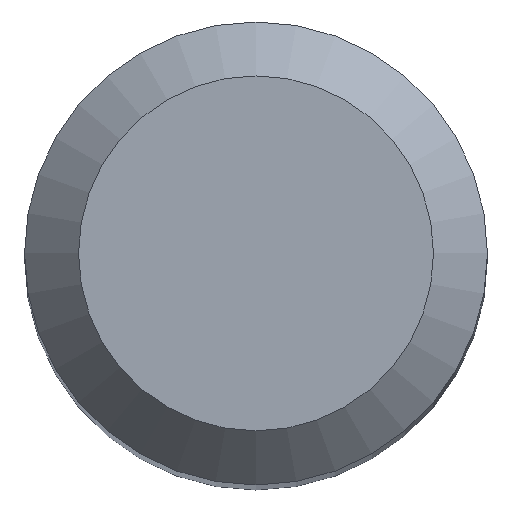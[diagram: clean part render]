
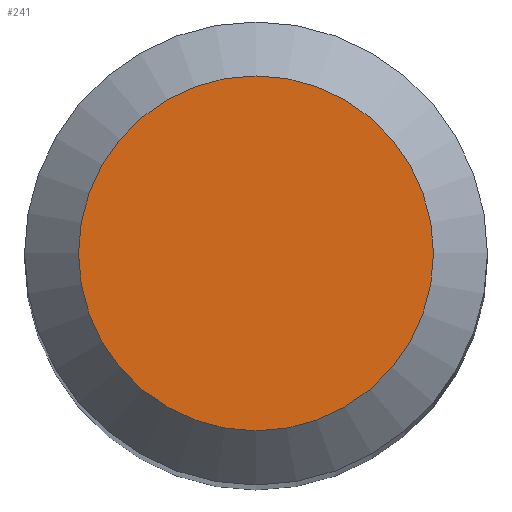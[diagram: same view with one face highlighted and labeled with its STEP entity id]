
A CAD part, top view. The second image highlights one B-rep face of the part: STEP entity #241.
In plain terms, the highlighted planar face has unit normal (0, 0, 1).
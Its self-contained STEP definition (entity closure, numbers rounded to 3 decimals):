
#5 = FACE_OUTER_BOUND ( 'NONE', #198, .T. ) ;
#6 = ORIENTED_EDGE ( 'NONE', *, *, #81, .F. ) ;
#8 = CARTESIAN_POINT ( 'NONE',  ( 0., 0., 66. ) ) ;
#27 = PLANE ( 'NONE',  #71 ) ;
#29 = CIRCLE ( 'NONE', #251, 2.3 ) ;
#43 = CARTESIAN_POINT ( 'NONE',  ( 0., 2.3, 66. ) ) ;
#45 = DIRECTION ( 'NONE',  ( 0., 0., -1. ) ) ;
#71 = AXIS2_PLACEMENT_3D ( 'NONE', #107, #45, #110 ) ;
#81 = EDGE_CURVE ( 'NONE', #95, #95, #29, .T. ) ;
#92 = DIRECTION ( 'NONE',  ( 0., 0., -1. ) ) ;
#95 = VERTEX_POINT ( 'NONE', #43 ) ;
#107 = CARTESIAN_POINT ( 'NONE',  ( 0., 0., 66. ) ) ;
#110 = DIRECTION ( 'NONE',  ( 0., 1., 0. ) ) ;
#198 = EDGE_LOOP ( 'NONE', ( #6 ) ) ;
#241 = ADVANCED_FACE ( 'NONE', ( #5 ), #27, .F. ) ;
#250 = DIRECTION ( 'NONE',  ( 0., 1., 0. ) ) ;
#251 = AXIS2_PLACEMENT_3D ( 'NONE', #8, #92, #250 ) ;
